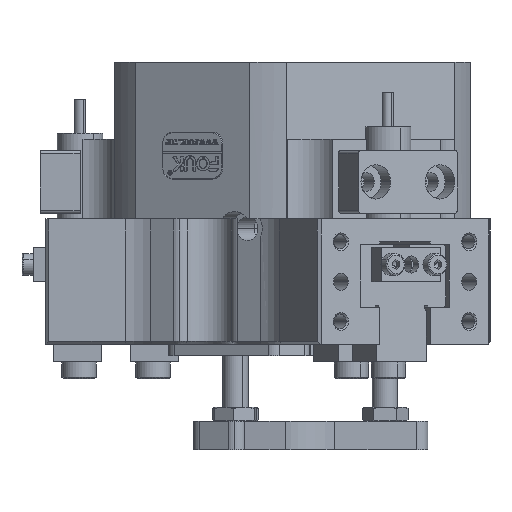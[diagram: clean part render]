
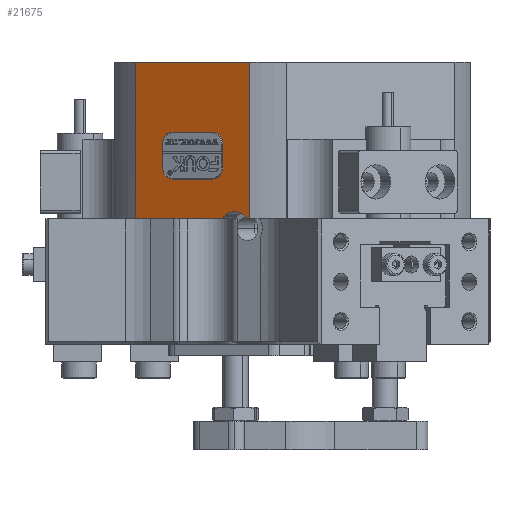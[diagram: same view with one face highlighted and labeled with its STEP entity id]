
A CAD part, front view. The second image highlights one B-rep face of the part: STEP entity #21675.
In plain terms, the highlighted planar face has unit normal (-0.5, -0.866, 0).
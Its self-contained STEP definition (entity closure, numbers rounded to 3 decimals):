
#131 = VERTEX_POINT ( 'NONE', #8282 ) ;
#148 = DIRECTION ( 'NONE',  ( 0., 0., 1. ) ) ;
#885 = EDGE_CURVE ( 'NONE', #26904, #9886, #5496, .T. ) ;
#1133 = AXIS2_PLACEMENT_3D ( 'NONE', #17100, #34842, #45836 ) ;
#2162 = LINE ( 'NONE', #13516, #23206 ) ;
#2453 = VECTOR ( 'NONE', #28349, 1000. ) ;
#2519 = CARTESIAN_POINT ( 'NONE',  ( -25.715, -15.757, 91.442 ) ) ;
#2732 = CARTESIAN_POINT ( 'NONE',  ( -6.09, -27.088, 91.442 ) ) ;
#2763 = VERTEX_POINT ( 'NONE', #32926 ) ;
#2896 = ORIENTED_EDGE ( 'NONE', *, *, #37555, .F. ) ;
#3431 = DIRECTION ( 'NONE',  ( 0., 0., -1. ) ) ;
#3452 = VERTEX_POINT ( 'NONE', #21174 ) ;
#3864 = CARTESIAN_POINT ( 'NONE',  ( -10.408, -24.595, 104.642 ) ) ;
#5262 = EDGE_LOOP ( 'NONE', ( #10184, #40784, #38163, #17946, #8528, #7392, #19826, #2896 ) ) ;
#5496 = LINE ( 'NONE', #30076, #33742 ) ;
#5773 = VECTOR ( 'NONE', #38707, 1000. ) ;
#5980 = DIRECTION ( 'NONE',  ( -0.5, -0.866, 0. ) ) ;
#6593 = DIRECTION ( 'NONE',  ( 0.866, -0.5, 0. ) ) ;
#6742 = DIRECTION ( 'NONE',  ( -0.5, -0.866, 0. ) ) ;
#6890 = LINE ( 'NONE', #33393, #24056 ) ;
#7392 = ORIENTED_EDGE ( 'NONE', *, *, #34830, .F. ) ;
#8196 = EDGE_CURVE ( 'NONE', #41059, #131, #6890, .T. ) ;
#8282 = CARTESIAN_POINT ( 'NONE',  ( -6.188, -27.031, 91.442 ) ) ;
#8528 = ORIENTED_EDGE ( 'NONE', *, *, #25640, .F. ) ;
#9207 = CIRCLE ( 'NONE', #20874, 2. ) ;
#9273 = DIRECTION ( 'NONE',  ( -0.866, 0.5, 0. ) ) ;
#9886 = VERTEX_POINT ( 'NONE', #32031 ) ;
#10184 = ORIENTED_EDGE ( 'NONE', *, *, #39488, .F. ) ;
#10323 = CARTESIAN_POINT ( 'NONE',  ( -19.241, -19.495, 98.442 ) ) ;
#10955 = EDGE_CURVE ( 'NONE', #25433, #37263, #12891, .T. ) ;
#12046 = AXIS2_PLACEMENT_3D ( 'NONE', #16135, #30045, #23241 ) ;
#12363 = ORIENTED_EDGE ( 'NONE', *, *, #885, .T. ) ;
#12714 = ORIENTED_EDGE ( 'NONE', *, *, #18203, .T. ) ;
#12891 = LINE ( 'NONE', #24656, #44923 ) ;
#13121 = VECTOR ( 'NONE', #13141, 1000. ) ;
#13141 = DIRECTION ( 'NONE',  ( -0.866, 0.5, 0. ) ) ;
#13270 = VERTEX_POINT ( 'NONE', #33324 ) ;
#13516 = CARTESIAN_POINT ( 'NONE',  ( -19.241, -19.495, 106.642 ) ) ;
#13571 = DIRECTION ( 'NONE',  ( 0.866, -0.5, 0. ) ) ;
#13984 = CARTESIAN_POINT ( 'NONE',  ( -25.715, -15.757, 69.442 ) ) ;
#14406 = FACE_OUTER_BOUND ( 'NONE', #24777, .T. ) ;
#14946 = ORIENTED_EDGE ( 'NONE', *, *, #23673, .F. ) ;
#14987 = VERTEX_POINT ( 'NONE', #34224 ) ;
#15606 = CARTESIAN_POINT ( 'NONE',  ( -20.973, -18.495, 104.642 ) ) ;
#15868 = DIRECTION ( 'NONE',  ( -0.866, 0.5, 0. ) ) ;
#16060 = CARTESIAN_POINT ( 'NONE',  ( -10.408, -24.595, 100.442 ) ) ;
#16135 = CARTESIAN_POINT ( 'NONE',  ( -12.14, -23.595, 100.442 ) ) ;
#16209 = CARTESIAN_POINT ( 'NONE',  ( -12.14, -23.595, 104.642 ) ) ;
#16433 = VECTOR ( 'NONE', #148, 1000. ) ;
#17100 = CARTESIAN_POINT ( 'NONE',  ( 4.262, -33.065, 141.442 ) ) ;
#17946 = ORIENTED_EDGE ( 'NONE', *, *, #19027, .F. ) ;
#18203 = EDGE_CURVE ( 'NONE', #41059, #26904, #40199, .T. ) ;
#19027 = EDGE_CURVE ( 'NONE', #3452, #25433, #25792, .T. ) ;
#19207 = AXIS2_PLACEMENT_3D ( 'NONE', #23616, #27613, #13571 ) ;
#19570 = VERTEX_POINT ( 'NONE', #44525 ) ;
#19826 = ORIENTED_EDGE ( 'NONE', *, *, #28193, .F. ) ;
#20431 = ORIENTED_EDGE ( 'NONE', *, *, #43294, .F. ) ;
#20874 = AXIS2_PLACEMENT_3D ( 'NONE', #27765, #6742, #6593 ) ;
#21174 = CARTESIAN_POINT ( 'NONE',  ( -12.14, -23.595, 98.442 ) ) ;
#21399 = VECTOR ( 'NONE', #3431, 1000. ) ;
#21675 = ADVANCED_FACE ( 'NONE', ( #27127, #14406 ), #31147, .F. ) ;
#23165 = CIRCLE ( 'NONE', #32260, 2. ) ;
#23206 = VECTOR ( 'NONE', #34817, 1000. ) ;
#23241 = DIRECTION ( 'NONE',  ( 0.866, -0.5, 0. ) ) ;
#23463 = DIRECTION ( 'NONE',  ( 0.866, -0.5, 0. ) ) ;
#23616 = CARTESIAN_POINT ( 'NONE',  ( -19.241, -19.495, 104.642 ) ) ;
#23673 = EDGE_CURVE ( 'NONE', #2763, #33432, #29143, .T. ) ;
#23831 = CARTESIAN_POINT ( 'NONE',  ( -5.665, -27.333, 91.442 ) ) ;
#24056 = VECTOR ( 'NONE', #43894, 1000. ) ;
#24609 = LINE ( 'NONE', #10323, #5773 ) ;
#24656 = CARTESIAN_POINT ( 'NONE',  ( -10.408, -24.595, 104.642 ) ) ;
#24777 = EDGE_LOOP ( 'NONE', ( #14946, #20431, #39418, #12714, #12363, #26511 ) ) ;
#25257 = VERTEX_POINT ( 'NONE', #15606 ) ;
#25270 = VERTEX_POINT ( 'NONE', #43269 ) ;
#25433 = VERTEX_POINT ( 'NONE', #16060 ) ;
#25640 = EDGE_CURVE ( 'NONE', #19570, #3452, #24609, .T. ) ;
#25792 = CIRCLE ( 'NONE', #12046, 2. ) ;
#26511 = ORIENTED_EDGE ( 'NONE', *, *, #33570, .T. ) ;
#26904 = VERTEX_POINT ( 'NONE', #29661 ) ;
#27127 = FACE_BOUND ( 'NONE', #5262, .T. ) ;
#27613 = DIRECTION ( 'NONE',  ( -0.5, -0.866, 0. ) ) ;
#27765 = CARTESIAN_POINT ( 'NONE',  ( -19.241, -19.495, 100.442 ) ) ;
#27886 = LINE ( 'NONE', #28209, #2453 ) ;
#28193 = EDGE_CURVE ( 'NONE', #25257, #13270, #27886, .T. ) ;
#28209 = CARTESIAN_POINT ( 'NONE',  ( -20.973, -18.495, 104.642 ) ) ;
#28349 = DIRECTION ( 'NONE',  ( 0., 0., -1. ) ) ;
#28942 = CIRCLE ( 'NONE', #44738, 3. ) ;
#29143 = LINE ( 'NONE', #2732, #13121 ) ;
#29661 = CARTESIAN_POINT ( 'NONE',  ( -5.665, -27.333, 118.942 ) ) ;
#30045 = DIRECTION ( 'NONE',  ( -0.5, -0.866, 0. ) ) ;
#30076 = CARTESIAN_POINT ( 'NONE',  ( -15.69, -21.545, 118.942 ) ) ;
#31147 = PLANE ( 'NONE',  #1133 ) ;
#31684 = CARTESIAN_POINT ( 'NONE',  ( -5.665, -27.333, 69.442 ) ) ;
#32031 = CARTESIAN_POINT ( 'NONE',  ( -25.715, -15.757, 118.942 ) ) ;
#32260 = AXIS2_PLACEMENT_3D ( 'NONE', #16209, #37384, #9273 ) ;
#32926 = CARTESIAN_POINT ( 'NONE',  ( -10.47, -24.559, 91.442 ) ) ;
#33324 = CARTESIAN_POINT ( 'NONE',  ( -20.973, -18.495, 100.442 ) ) ;
#33393 = CARTESIAN_POINT ( 'NONE',  ( -6.09, -27.088, 91.442 ) ) ;
#33432 = VERTEX_POINT ( 'NONE', #2519 ) ;
#33570 = EDGE_CURVE ( 'NONE', #9886, #33432, #45151, .T. ) ;
#33742 = VECTOR ( 'NONE', #15868, 1000. ) ;
#34224 = CARTESIAN_POINT ( 'NONE',  ( -19.241, -19.495, 106.642 ) ) ;
#34268 = CARTESIAN_POINT ( 'NONE',  ( -8.329, -25.795, 89.742 ) ) ;
#34400 = CIRCLE ( 'NONE', #19207, 2. ) ;
#34817 = DIRECTION ( 'NONE',  ( -0.866, 0.5, 0. ) ) ;
#34830 = EDGE_CURVE ( 'NONE', #13270, #19570, #9207, .T. ) ;
#34842 = DIRECTION ( 'NONE',  ( 0.5, 0.866, 0. ) ) ;
#37263 = VERTEX_POINT ( 'NONE', #3864 ) ;
#37384 = DIRECTION ( 'NONE',  ( -0.5, -0.866, 0. ) ) ;
#37555 = EDGE_CURVE ( 'NONE', #14987, #25257, #34400, .T. ) ;
#38163 = ORIENTED_EDGE ( 'NONE', *, *, #10955, .F. ) ;
#38707 = DIRECTION ( 'NONE',  ( 0.866, -0.5, 0. ) ) ;
#39418 = ORIENTED_EDGE ( 'NONE', *, *, #8196, .F. ) ;
#39488 = EDGE_CURVE ( 'NONE', #25270, #14987, #2162, .T. ) ;
#40199 = LINE ( 'NONE', #31684, #16433 ) ;
#40255 = EDGE_CURVE ( 'NONE', #37263, #25270, #23165, .T. ) ;
#40784 = ORIENTED_EDGE ( 'NONE', *, *, #40255, .F. ) ;
#41059 = VERTEX_POINT ( 'NONE', #23831 ) ;
#43269 = CARTESIAN_POINT ( 'NONE',  ( -12.14, -23.595, 106.642 ) ) ;
#43294 = EDGE_CURVE ( 'NONE', #131, #2763, #28942, .T. ) ;
#43894 = DIRECTION ( 'NONE',  ( -0.866, 0.5, 0. ) ) ;
#44525 = CARTESIAN_POINT ( 'NONE',  ( -19.241, -19.495, 98.442 ) ) ;
#44738 = AXIS2_PLACEMENT_3D ( 'NONE', #34268, #5980, #23463 ) ;
#44923 = VECTOR ( 'NONE', #45506, 1000. ) ;
#45151 = LINE ( 'NONE', #13984, #21399 ) ;
#45506 = DIRECTION ( 'NONE',  ( 0., 0., 1. ) ) ;
#45836 = DIRECTION ( 'NONE',  ( -0.866, 0.5, 0. ) ) ;
